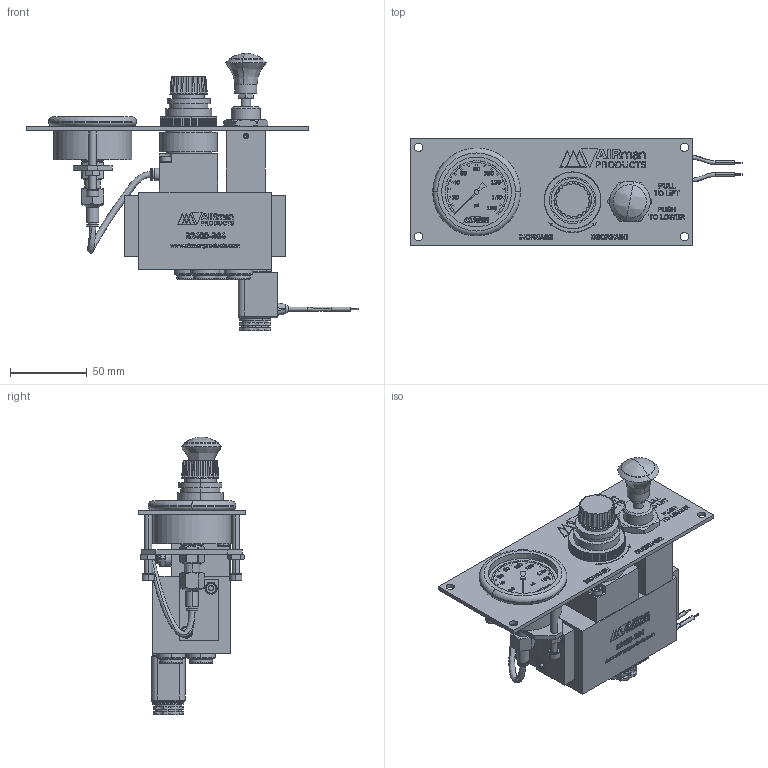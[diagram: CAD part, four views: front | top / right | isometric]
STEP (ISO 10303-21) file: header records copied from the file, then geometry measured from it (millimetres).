
FILE_DESCRIPTION (( 'STEP AP214' ), '1' );
FILE_NAME ('B2400-B04-VALVE-ASSY-(SSI)-LIFT-AXLE-KIT.STEP', '2021-07-30T11:17:55', ( '' ), ( '' ), 'SwSTEP 2.0', 'SolidWorks 2018', '' );
FILE_SCHEMA (( 'AUTOMOTIVE_DESIGN' ));
Length unit declared in the file: inch
Products named in the file (1): B2400-B04-VALVE-ASSY-(SSI)-LIFT-AXLE-KIT
Bounding box: 216.05 x 69.85 x 180.8 mm (x, y, z)
Volume: 476502.4 mm3; surface area: 95003.1 mm2
Topology: 10 solids, 10 shells, 4710 faces, 12198 edges, 7981 vertices
Faces by surface type: plane 2518, bspline 1228, cylinder 695, cone 257, torus 12
Entity records: 259054 total; most frequent: CARTESIAN_POINT 90439, ORIENTED_EDGE 24364, DIRECTION 18116, EDGE_CURVE 12182, VERTEX_POINT 7981, VECTOR 7538, LINE 7538, AXIS2_PLACEMENT_3D 5289
